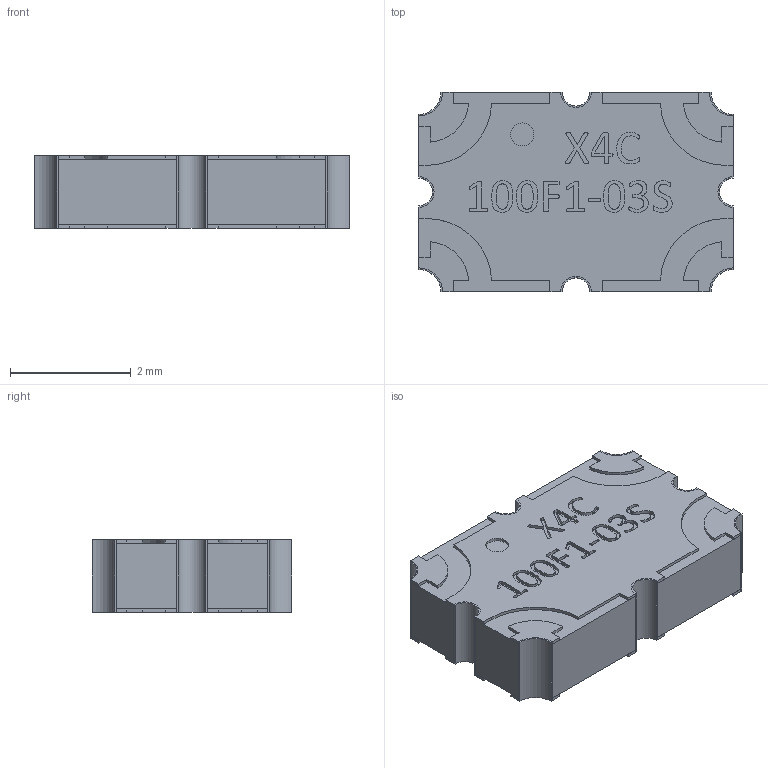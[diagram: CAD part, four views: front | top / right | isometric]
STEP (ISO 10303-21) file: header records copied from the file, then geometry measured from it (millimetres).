
FILE_DESCRIPTION (( 'STEP AP214' ), '1' );
FILE_NAME ('X4C100F1-03S Model.STEP', '2024-05-09T19:23:49', ( '' ), ( '' ), 'SwSTEP 2.0', 'SolidWorks 2023', '' );
FILE_SCHEMA (( 'AUTOMOTIVE_DESIGN' ));
Length unit declared in the file: inch
Products named in the file (1): X4C100F1-03S Model
Bounding box: 5.21 x 3.3 x 1.19 mm (x, y, z)
Volume: 19.2 mm3; surface area: 117.2 mm2
Topology: 23 solids, 23 shells, 376 faces, 990 edges, 660 vertices
Faces by surface type: plane 213, bspline 106, cylinder 57
Entity records: 17113 total; most frequent: CARTESIAN_POINT 8089, ORIENTED_EDGE 1980, DIRECTION 1434, EDGE_CURVE 990, LINE 664, VECTOR 664, VERTEX_POINT 660, EDGE_LOOP 404
